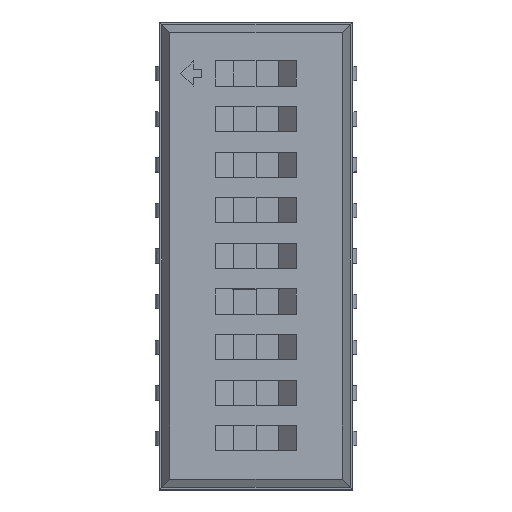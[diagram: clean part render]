
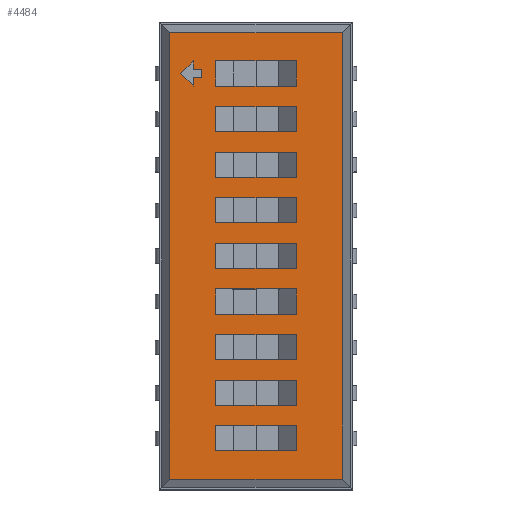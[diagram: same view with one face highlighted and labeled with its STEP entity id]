
A CAD part, top view. The second image highlights one B-rep face of the part: STEP entity #4484.
In plain terms, the highlighted planar face has unit normal (0, 0, 1).
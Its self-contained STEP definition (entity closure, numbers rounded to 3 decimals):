
#27=VECTOR('',#28,1.);
#28=DIRECTION('',(1.,0.,0.));
#51=VECTOR('',#52,1.);
#52=DIRECTION('',(0.,1.,0.));
#60=VECTOR('',#61,1.);
#61=DIRECTION('',(0.,-1.,0.));
#255=VECTOR('',#256,1.);
#256=DIRECTION('',(-1.,0.,0.));
#450=DIRECTION('',(0.,0.,-1.));
#4434=VERTEX_POINT('',#4435);
#4435=CARTESIAN_POINT('',(2.397,-6.212,2.4));
#4437=ORIENTED_EDGE('',*,*,#4438,.F.);
#4438=EDGE_CURVE('',#4439,#4434,#4441,.T.);
#4439=VERTEX_POINT('',#4440);
#4440=CARTESIAN_POINT('',(-2.397,-6.212,2.4));
#4441=LINE('',#4440,#27);
#4476=VERTEX_POINT('',#4477);
#4477=CARTESIAN_POINT('',(2.397,6.212,2.4));
#4479=ORIENTED_EDGE('',*,*,#4480,.F.);
#4480=EDGE_CURVE('',#4434,#4476,#4481,.T.);
#4481=LINE('',#4435,#51);
#4484=ADVANCED_FACE('',(#4485,#4495,#4517,#4539,#4561,#4583,#4605,#4627,#4649,#4671,#4693),#4738,.F.);
#4485=FACE_BOUND('',#4486,.F.);
#4486=EDGE_LOOP('',(#4479,#4437,#4487,#4492));
#4487=ORIENTED_EDGE('',*,*,#4488,.F.);
#4488=EDGE_CURVE('',#4489,#4439,#4491,.T.);
#4489=VERTEX_POINT('',#4490);
#4490=CARTESIAN_POINT('',(-2.397,6.212,2.4));
#4491=LINE('',#4490,#60);
#4492=ORIENTED_EDGE('',*,*,#4493,.F.);
#4493=EDGE_CURVE('',#4476,#4489,#4494,.T.);
#4494=LINE('',#4477,#255);
#4495=FACE_BOUND('',#4496,.F.);
#4496=EDGE_LOOP('',(#4497,#4504,#4509,#4514));
#4497=ORIENTED_EDGE('',*,*,#4498,.T.);
#4498=EDGE_CURVE('',#4499,#4501,#4503,.T.);
#4499=VERTEX_POINT('',#4500);
#4500=CARTESIAN_POINT('',(-1.125,0.35,2.4));
#4501=VERTEX_POINT('',#4502);
#4502=CARTESIAN_POINT('',(-1.125,-0.35,2.4));
#4503=LINE('',#4500,#60);
#4504=ORIENTED_EDGE('',*,*,#4505,.T.);
#4505=EDGE_CURVE('',#4501,#4506,#4508,.T.);
#4506=VERTEX_POINT('',#4507);
#4507=CARTESIAN_POINT('',(1.125,-0.35,2.4));
#4508=LINE('',#4502,#27);
#4509=ORIENTED_EDGE('',*,*,#4510,.T.);
#4510=EDGE_CURVE('',#4506,#4511,#4513,.T.);
#4511=VERTEX_POINT('',#4512);
#4512=CARTESIAN_POINT('',(1.125,0.35,2.4));
#4513=LINE('',#4507,#51);
#4514=ORIENTED_EDGE('',*,*,#4515,.T.);
#4515=EDGE_CURVE('',#4511,#4499,#4516,.T.);
#4516=LINE('',#4512,#255);
#4517=FACE_BOUND('',#4518,.F.);
#4518=EDGE_LOOP('',(#4519,#4526,#4531,#4536));
#4519=ORIENTED_EDGE('',*,*,#4520,.T.);
#4520=EDGE_CURVE('',#4521,#4523,#4525,.T.);
#4521=VERTEX_POINT('',#4522);
#4522=CARTESIAN_POINT('',(1.125,-1.62,2.4));
#4523=VERTEX_POINT('',#4524);
#4524=CARTESIAN_POINT('',(1.125,-0.92,2.4));
#4525=LINE('',#4522,#51);
#4526=ORIENTED_EDGE('',*,*,#4527,.T.);
#4527=EDGE_CURVE('',#4523,#4528,#4530,.T.);
#4528=VERTEX_POINT('',#4529);
#4529=CARTESIAN_POINT('',(-1.125,-0.92,2.4));
#4530=LINE('',#4524,#255);
#4531=ORIENTED_EDGE('',*,*,#4532,.T.);
#4532=EDGE_CURVE('',#4528,#4533,#4535,.T.);
#4533=VERTEX_POINT('',#4534);
#4534=CARTESIAN_POINT('',(-1.125,-1.62,2.4));
#4535=LINE('',#4529,#60);
#4536=ORIENTED_EDGE('',*,*,#4537,.T.);
#4537=EDGE_CURVE('',#4533,#4521,#4538,.T.);
#4538=LINE('',#4534,#27);
#4539=FACE_BOUND('',#4540,.F.);
#4540=EDGE_LOOP('',(#4541,#4548,#4553,#4558));
#4541=ORIENTED_EDGE('',*,*,#4542,.T.);
#4542=EDGE_CURVE('',#4543,#4545,#4547,.T.);
#4543=VERTEX_POINT('',#4544);
#4544=CARTESIAN_POINT('',(-1.125,1.62,2.4));
#4545=VERTEX_POINT('',#4546);
#4546=CARTESIAN_POINT('',(-1.125,0.92,2.4));
#4547=LINE('',#4544,#60);
#4548=ORIENTED_EDGE('',*,*,#4549,.T.);
#4549=EDGE_CURVE('',#4545,#4550,#4552,.T.);
#4550=VERTEX_POINT('',#4551);
#4551=CARTESIAN_POINT('',(1.125,0.92,2.4));
#4552=LINE('',#4546,#27);
#4553=ORIENTED_EDGE('',*,*,#4554,.T.);
#4554=EDGE_CURVE('',#4550,#4555,#4557,.T.);
#4555=VERTEX_POINT('',#4556);
#4556=CARTESIAN_POINT('',(1.125,1.62,2.4));
#4557=LINE('',#4551,#51);
#4558=ORIENTED_EDGE('',*,*,#4559,.T.);
#4559=EDGE_CURVE('',#4555,#4543,#4560,.T.);
#4560=LINE('',#4556,#255);
#4561=FACE_BOUND('',#4562,.F.);
#4562=EDGE_LOOP('',(#4563,#4570,#4575,#4580));
#4563=ORIENTED_EDGE('',*,*,#4564,.T.);
#4564=EDGE_CURVE('',#4565,#4567,#4569,.T.);
#4565=VERTEX_POINT('',#4566);
#4566=CARTESIAN_POINT('',(1.125,-5.43,2.4));
#4567=VERTEX_POINT('',#4568);
#4568=CARTESIAN_POINT('',(1.125,-4.73,2.4));
#4569=LINE('',#4566,#51);
#4570=ORIENTED_EDGE('',*,*,#4571,.T.);
#4571=EDGE_CURVE('',#4567,#4572,#4574,.T.);
#4572=VERTEX_POINT('',#4573);
#4573=CARTESIAN_POINT('',(-1.125,-4.73,2.4));
#4574=LINE('',#4568,#255);
#4575=ORIENTED_EDGE('',*,*,#4576,.T.);
#4576=EDGE_CURVE('',#4572,#4577,#4579,.T.);
#4577=VERTEX_POINT('',#4578);
#4578=CARTESIAN_POINT('',(-1.125,-5.43,2.4));
#4579=LINE('',#4573,#60);
#4580=ORIENTED_EDGE('',*,*,#4581,.T.);
#4581=EDGE_CURVE('',#4577,#4565,#4582,.T.);
#4582=LINE('',#4578,#27);
#4583=FACE_BOUND('',#4584,.F.);
#4584=EDGE_LOOP('',(#4585,#4592,#4597,#4602));
#4585=ORIENTED_EDGE('',*,*,#4586,.T.);
#4586=EDGE_CURVE('',#4587,#4589,#4591,.T.);
#4587=VERTEX_POINT('',#4588);
#4588=CARTESIAN_POINT('',(1.125,-4.16,2.4));
#4589=VERTEX_POINT('',#4590);
#4590=CARTESIAN_POINT('',(1.125,-3.46,2.4));
#4591=LINE('',#4588,#51);
#4592=ORIENTED_EDGE('',*,*,#4593,.T.);
#4593=EDGE_CURVE('',#4589,#4594,#4596,.T.);
#4594=VERTEX_POINT('',#4595);
#4595=CARTESIAN_POINT('',(-1.125,-3.46,2.4));
#4596=LINE('',#4590,#255);
#4597=ORIENTED_EDGE('',*,*,#4598,.T.);
#4598=EDGE_CURVE('',#4594,#4599,#4601,.T.);
#4599=VERTEX_POINT('',#4600);
#4600=CARTESIAN_POINT('',(-1.125,-4.16,2.4));
#4601=LINE('',#4595,#60);
#4602=ORIENTED_EDGE('',*,*,#4603,.T.);
#4603=EDGE_CURVE('',#4599,#4587,#4604,.T.);
#4604=LINE('',#4600,#27);
#4605=FACE_BOUND('',#4606,.F.);
#4606=EDGE_LOOP('',(#4607,#4614,#4619,#4624));
#4607=ORIENTED_EDGE('',*,*,#4608,.T.);
#4608=EDGE_CURVE('',#4609,#4611,#4613,.T.);
#4609=VERTEX_POINT('',#4610);
#4610=CARTESIAN_POINT('',(-1.125,-2.19,2.4));
#4611=VERTEX_POINT('',#4612);
#4612=CARTESIAN_POINT('',(-1.125,-2.89,2.4));
#4613=LINE('',#4610,#60);
#4614=ORIENTED_EDGE('',*,*,#4615,.T.);
#4615=EDGE_CURVE('',#4611,#4616,#4618,.T.);
#4616=VERTEX_POINT('',#4617);
#4617=CARTESIAN_POINT('',(1.125,-2.89,2.4));
#4618=LINE('',#4612,#27);
#4619=ORIENTED_EDGE('',*,*,#4620,.T.);
#4620=EDGE_CURVE('',#4616,#4621,#4623,.T.);
#4621=VERTEX_POINT('',#4622);
#4622=CARTESIAN_POINT('',(1.125,-2.19,2.4));
#4623=LINE('',#4617,#51);
#4624=ORIENTED_EDGE('',*,*,#4625,.T.);
#4625=EDGE_CURVE('',#4621,#4609,#4626,.T.);
#4626=LINE('',#4622,#255);
#4627=FACE_BOUND('',#4628,.F.);
#4628=EDGE_LOOP('',(#4629,#4636,#4641,#4646));
#4629=ORIENTED_EDGE('',*,*,#4630,.T.);
#4630=EDGE_CURVE('',#4631,#4633,#4635,.T.);
#4631=VERTEX_POINT('',#4632);
#4632=CARTESIAN_POINT('',(1.125,4.16,2.4));
#4633=VERTEX_POINT('',#4634);
#4634=CARTESIAN_POINT('',(-1.125,4.16,2.4));
#4635=LINE('',#4632,#255);
#4636=ORIENTED_EDGE('',*,*,#4637,.T.);
#4637=EDGE_CURVE('',#4633,#4638,#4640,.T.);
#4638=VERTEX_POINT('',#4639);
#4639=CARTESIAN_POINT('',(-1.125,3.46,2.4));
#4640=LINE('',#4634,#60);
#4641=ORIENTED_EDGE('',*,*,#4642,.T.);
#4642=EDGE_CURVE('',#4638,#4643,#4645,.T.);
#4643=VERTEX_POINT('',#4644);
#4644=CARTESIAN_POINT('',(1.125,3.46,2.4));
#4645=LINE('',#4639,#27);
#4646=ORIENTED_EDGE('',*,*,#4647,.T.);
#4647=EDGE_CURVE('',#4643,#4631,#4648,.T.);
#4648=LINE('',#4644,#51);
#4649=FACE_BOUND('',#4650,.F.);
#4650=EDGE_LOOP('',(#4651,#4658,#4663,#4668));
#4651=ORIENTED_EDGE('',*,*,#4652,.T.);
#4652=EDGE_CURVE('',#4653,#4655,#4657,.T.);
#4653=VERTEX_POINT('',#4654);
#4654=CARTESIAN_POINT('',(-1.125,2.89,2.4));
#4655=VERTEX_POINT('',#4656);
#4656=CARTESIAN_POINT('',(-1.125,2.19,2.4));
#4657=LINE('',#4654,#60);
#4658=ORIENTED_EDGE('',*,*,#4659,.T.);
#4659=EDGE_CURVE('',#4655,#4660,#4662,.T.);
#4660=VERTEX_POINT('',#4661);
#4661=CARTESIAN_POINT('',(1.125,2.19,2.4));
#4662=LINE('',#4656,#27);
#4663=ORIENTED_EDGE('',*,*,#4664,.T.);
#4664=EDGE_CURVE('',#4660,#4665,#4667,.T.);
#4665=VERTEX_POINT('',#4666);
#4666=CARTESIAN_POINT('',(1.125,2.89,2.4));
#4667=LINE('',#4661,#51);
#4668=ORIENTED_EDGE('',*,*,#4669,.T.);
#4669=EDGE_CURVE('',#4665,#4653,#4670,.T.);
#4670=LINE('',#4666,#255);
#4671=FACE_BOUND('',#4672,.F.);
#4672=EDGE_LOOP('',(#4673,#4680,#4685,#4690));
#4673=ORIENTED_EDGE('',*,*,#4674,.T.);
#4674=EDGE_CURVE('',#4675,#4677,#4679,.T.);
#4675=VERTEX_POINT('',#4676);
#4676=CARTESIAN_POINT('',(1.125,4.73,2.4));
#4677=VERTEX_POINT('',#4678);
#4678=CARTESIAN_POINT('',(1.125,5.43,2.4));
#4679=LINE('',#4676,#51);
#4680=ORIENTED_EDGE('',*,*,#4681,.T.);
#4681=EDGE_CURVE('',#4677,#4682,#4684,.T.);
#4682=VERTEX_POINT('',#4683);
#4683=CARTESIAN_POINT('',(-1.125,5.43,2.4));
#4684=LINE('',#4678,#255);
#4685=ORIENTED_EDGE('',*,*,#4686,.T.);
#4686=EDGE_CURVE('',#4682,#4687,#4689,.T.);
#4687=VERTEX_POINT('',#4688);
#4688=CARTESIAN_POINT('',(-1.125,4.73,2.4));
#4689=LINE('',#4683,#60);
#4690=ORIENTED_EDGE('',*,*,#4691,.T.);
#4691=EDGE_CURVE('',#4687,#4675,#4692,.T.);
#4692=LINE('',#4688,#27);
#4693=FACE_BOUND('',#4694,.F.);
#4694=EDGE_LOOP('',(#4695,#4702,#4709,#4714,#4721,#4726,#4733));
#4695=ORIENTED_EDGE('',*,*,#4696,.T.);
#4696=EDGE_CURVE('',#4697,#4699,#4701,.T.);
#4697=VERTEX_POINT('',#4698);
#4698=CARTESIAN_POINT('',(-1.747,4.73,2.4));
#4699=VERTEX_POINT('',#4700);
#4700=CARTESIAN_POINT('',(-1.747,4.963,2.4));
#4701=LINE('',#4698,#51);
#4702=ORIENTED_EDGE('',*,*,#4703,.T.);
#4703=EDGE_CURVE('',#4699,#4704,#4706,.T.);
#4704=VERTEX_POINT('',#4705);
#4705=CARTESIAN_POINT('',(-1.513,4.963,2.4));
#4706=LINE('',#4700,#4707);
#4707=VECTOR('',#4708,1.);
#4708=DIRECTION('',(1.,0.,0.));
#4709=ORIENTED_EDGE('',*,*,#4710,.T.);
#4710=EDGE_CURVE('',#4704,#4711,#4713,.T.);
#4711=VERTEX_POINT('',#4712);
#4712=CARTESIAN_POINT('',(-1.513,5.197,2.4));
#4713=LINE('',#4705,#51);
#4714=ORIENTED_EDGE('',*,*,#4715,.T.);
#4715=EDGE_CURVE('',#4711,#4716,#4718,.T.);
#4716=VERTEX_POINT('',#4717);
#4717=CARTESIAN_POINT('',(-1.747,5.197,2.4));
#4718=LINE('',#4712,#4719);
#4719=VECTOR('',#4720,1.);
#4720=DIRECTION('',(-1.,0.,0.));
#4721=ORIENTED_EDGE('',*,*,#4722,.T.);
#4722=EDGE_CURVE('',#4716,#4723,#4725,.T.);
#4723=VERTEX_POINT('',#4724);
#4724=CARTESIAN_POINT('',(-1.747,5.43,2.4));
#4725=LINE('',#4717,#51);
#4726=ORIENTED_EDGE('',*,*,#4727,.T.);
#4727=EDGE_CURVE('',#4723,#4728,#4730,.T.);
#4728=VERTEX_POINT('',#4729);
#4729=CARTESIAN_POINT('',(-2.097,5.08,2.4));
#4730=LINE('',#4724,#4731);
#4731=VECTOR('',#4732,1.);
#4732=DIRECTION('',(-0.707,-0.707,0.));
#4733=ORIENTED_EDGE('',*,*,#4734,.T.);
#4734=EDGE_CURVE('',#4728,#4697,#4735,.T.);
#4735=LINE('',#4729,#4736);
#4736=VECTOR('',#4737,1.);
#4737=DIRECTION('',(0.707,-0.707,0.));
#4738=PLANE('',#4739);
#4739=AXIS2_PLACEMENT_3D('',#4435,#450,#4740);
#4740=DIRECTION('',(-0.36,0.933,0.));
